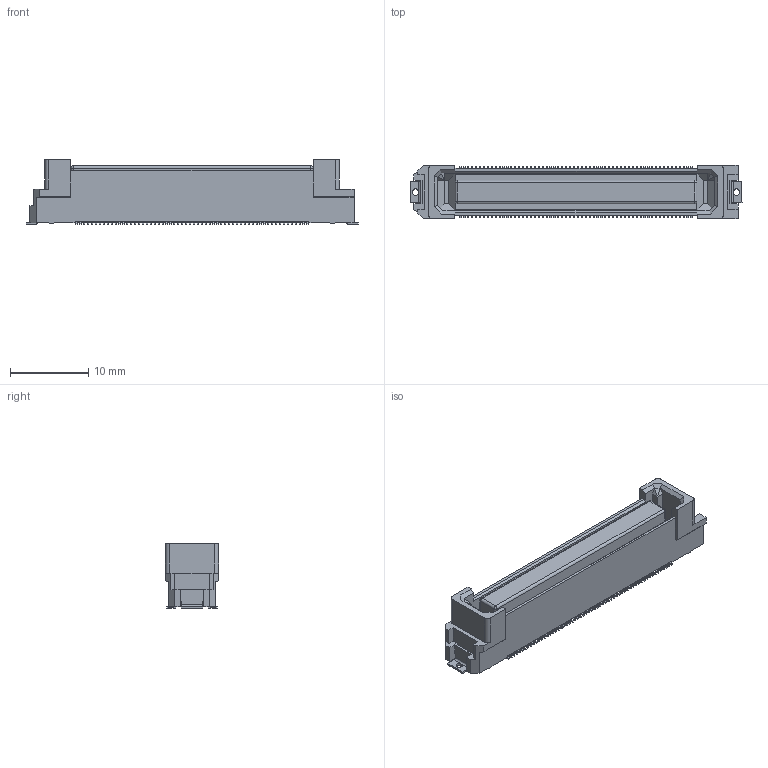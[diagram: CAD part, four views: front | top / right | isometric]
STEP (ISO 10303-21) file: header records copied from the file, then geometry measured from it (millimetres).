
FILE_DESCRIPTION(('CoCreate Modeling STEP Export'),'2;1');
FILE_NAME('FX20-120S-0.5SV.stp','2012-07-19T18:17:24',(''),(''),'CoCreate Modeling STEP processor for AP214 (Solid Model)','CoCreate Modeling 17.0 01-Apr-2010 (C) Parametric Technology GmbH','');
FILE_SCHEMA(('AUTOMOTIVE_DESIGN { 1 0 10303 214 1 1 1 1 }'));
Products named in the file (1): FX20-120S-0.5SV
Bounding box: 42.4 x 6.8 x 8.3 mm (x, y, z)
Volume: 1290.9 mm3; surface area: 2087.9 mm2
Topology: 1 solids, 1 shells, 1986 faces, 5701 edges, 3713 vertices
Faces by surface type: plane 1962, cylinder 20, sphere 4
Entity records: 61232 total; most frequent: ORIENTED_EDGE 11394, CARTESIAN_POINT 10920, DIRECTION 9103, EDGE_CURVE 5697, VECTOR 5311, LINE 5311, VERTEX_POINT 3713, EDGE_LOOP 1990
